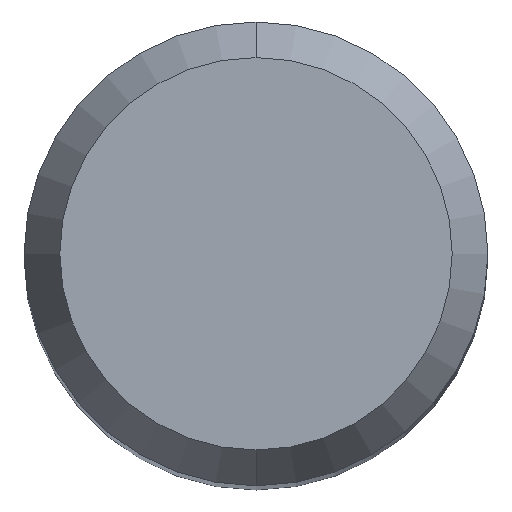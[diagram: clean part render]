
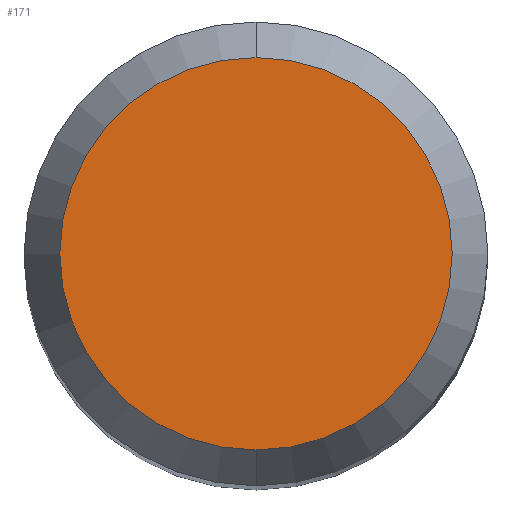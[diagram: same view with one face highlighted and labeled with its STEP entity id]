
A CAD part, top view. The second image highlights one B-rep face of the part: STEP entity #171.
In plain terms, the highlighted planar face has unit normal (0, 0, 1).
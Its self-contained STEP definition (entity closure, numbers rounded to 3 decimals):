
#171=ADVANCED_FACE('',(#463),#464,.T.);
#247=VERTEX_POINT('',#547);
#257=EDGE_CURVE('',#347,#247,#558,.T.);
#343=EDGE_CURVE('',#247,#347,#653,.T.);
#347=VERTEX_POINT('',#658);
#463=FACE_OUTER_BOUND('',#774,.T.);
#464=PLANE('',#775);
#547=CARTESIAN_POINT('',(0.,-2.538,0.0));
#558=CIRCLE('',#935,2.538);
#653=CIRCLE('',#1122,2.538);
#658=CARTESIAN_POINT('',(0.0,2.538,0.0));
#774=EDGE_LOOP('',(#1388,#1389));
#775=AXIS2_PLACEMENT_3D('',#1390,#1391,#1392);
#935=AXIS2_PLACEMENT_3D('',#1489,#1490,#1491);
#1122=AXIS2_PLACEMENT_3D('',#1594,#1595,#1596);
#1388=ORIENTED_EDGE('',*,*,#257,.F.);
#1389=ORIENTED_EDGE('',*,*,#343,.F.);
#1390=CARTESIAN_POINT('',(0.0,1.269,0.0));
#1391=DIRECTION('',(-0.0,0.0,1.0));
#1392=DIRECTION('',(0.0,-1.0,0.0));
#1489=CARTESIAN_POINT('',(0.0,0.0,0.0));
#1490=DIRECTION('',(0.0,0.0,-1.0));
#1491=DIRECTION('',(0.0,1.0,0.0));
#1594=CARTESIAN_POINT('',(0.0,0.0,0.0));
#1595=DIRECTION('',(0.0,0.0,-1.0));
#1596=DIRECTION('',(0.0,1.0,0.0));
